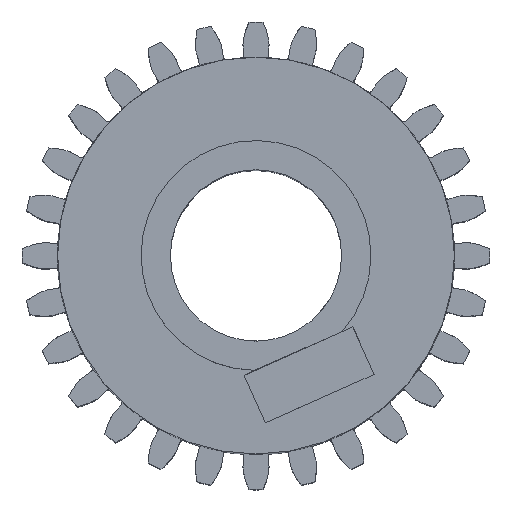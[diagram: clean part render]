
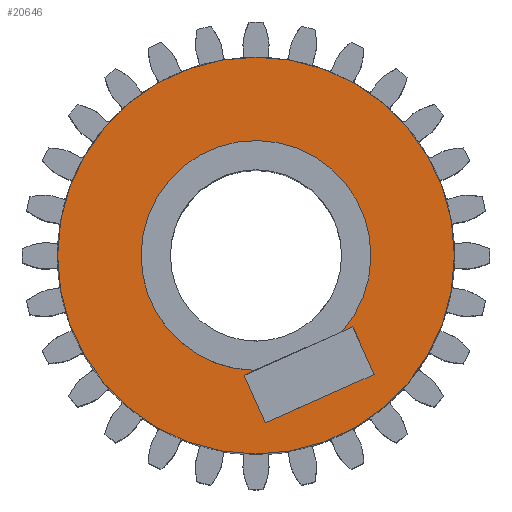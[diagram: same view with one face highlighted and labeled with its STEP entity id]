
A CAD part, top view. The second image highlights one B-rep face of the part: STEP entity #20646.
In plain terms, the highlighted planar face has unit normal (0, 0, 1).
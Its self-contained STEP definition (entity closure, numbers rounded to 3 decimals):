
#11210=CARTESIAN_POINT('',(0.,0.,20.));
#11211=DIRECTION('',(0.,0.,1.));
#11212=DIRECTION('',(1.,0.,0.));
#11213=AXIS2_PLACEMENT_3D('',#11210,#11211,#11212);
#11215=CARTESIAN_POINT('',(0.,0.,20.));
#11216=DIRECTION('',(0.,0.,1.));
#11217=DIRECTION('',(-1.,0.,0.));
#11218=AXIS2_PLACEMENT_3D('',#11215,#11216,#11217);
#11220=DIRECTION('',(-0.914,-0.406,0.));
#11221=VECTOR('',#11220,0.559);
#11222=CARTESIAN_POINT('',(4.636,-3.41,20.));
#11223=LINE('',#11222,#11221);
#11224=CARTESIAN_POINT('',(0.,0.,20.));
#11225=DIRECTION('',(0.,0.,1.));
#11226=DIRECTION('',(0.75,-0.661,0.));
#11227=AXIS2_PLACEMENT_3D('',#11224,#11225,#11226);
#11229=DIRECTION('',(-0.914,-0.406,0.));
#11230=VECTOR('',#11229,0.559);
#11231=CARTESIAN_POINT('',(-0.061,-5.5,20.));
#11232=LINE('',#11231,#11230);
#11233=DIRECTION('',(0.406,-0.914,0.));
#11234=VECTOR('',#11233,2.5);
#11235=CARTESIAN_POINT('',(-0.572,-5.727,20.));
#11236=LINE('',#11235,#11234);
#11237=DIRECTION('',(0.914,0.406,0.));
#11238=VECTOR('',#11237,5.7);
#11239=CARTESIAN_POINT('',(0.444,-8.011,20.));
#11240=LINE('',#11239,#11238);
#11241=DIRECTION('',(-0.406,0.914,0.));
#11242=VECTOR('',#11241,2.5);
#11243=CARTESIAN_POINT('',(5.652,-5.694,20.));
#11244=LINE('',#11243,#11242);
#12089=CARTESIAN_POINT('',(9.498,0.,20.));
#12090=CARTESIAN_POINT('',(-9.498,0.,20.));
#12091=VERTEX_POINT('',#12089);
#12092=VERTEX_POINT('',#12090);
#12111=CARTESIAN_POINT('',(-0.572,-5.727,20.));
#12112=CARTESIAN_POINT('',(0.444,-8.011,20.));
#12113=VERTEX_POINT('',#12111);
#12114=VERTEX_POINT('',#12112);
#12115=CARTESIAN_POINT('',(5.652,-5.694,20.));
#12116=VERTEX_POINT('',#12115);
#12117=CARTESIAN_POINT('',(4.636,-3.41,20.));
#12118=VERTEX_POINT('',#12117);
#12357=CARTESIAN_POINT('',(4.126,-3.637,20.));
#12358=VERTEX_POINT('',#12357);
#12359=CARTESIAN_POINT('',(-0.061,-5.5,20.));
#12360=VERTEX_POINT('',#12359);
#20624=CARTESIAN_POINT('',(0.,0.,20.));
#20625=DIRECTION('',(0.,0.,1.));
#20626=DIRECTION('',(1.,0.,0.));
#20627=AXIS2_PLACEMENT_3D('',#20624,#20625,#20626);
#20628=PLANE('',#20627);
#20629=ORIENTED_EDGE('',*,*,#13268,.F.);
#20630=ORIENTED_EDGE('',*,*,#12556,.F.);
#20631=EDGE_LOOP('',(#20629,#20630));
#20632=FACE_OUTER_BOUND('',#20631,.F.);
#20634=ORIENTED_EDGE('',*,*,#20633,.T.);
#20636=ORIENTED_EDGE('',*,*,#20635,.T.);
#20638=ORIENTED_EDGE('',*,*,#20637,.T.);
#20640=ORIENTED_EDGE('',*,*,#20639,.T.);
#20641=ORIENTED_EDGE('',*,*,#20608,.T.);
#20643=ORIENTED_EDGE('',*,*,#20642,.T.);
#20644=EDGE_LOOP('',(#20634,#20636,#20638,#20640,#20641,#20643));
#20645=FACE_BOUND('',#20644,.F.);
#20646=ADVANCED_FACE('',(#20632,#20645),#20628,.T.);
#11214=CIRCLE('',#11213,9.498);
#11219=CIRCLE('',#11218,9.5);
#11228=CIRCLE('',#11227,5.5);
#12556=EDGE_CURVE('',#12092,#12091,#11219,.T.);
#13268=EDGE_CURVE('',#12091,#12092,#11214,.T.);
#20608=EDGE_CURVE('',#12114,#12116,#11240,.T.);
#20633=EDGE_CURVE('',#12118,#12358,#11223,.T.);
#20635=EDGE_CURVE('',#12358,#12360,#11228,.T.);
#20637=EDGE_CURVE('',#12360,#12113,#11232,.T.);
#20639=EDGE_CURVE('',#12113,#12114,#11236,.T.);
#20642=EDGE_CURVE('',#12116,#12118,#11244,.T.);
